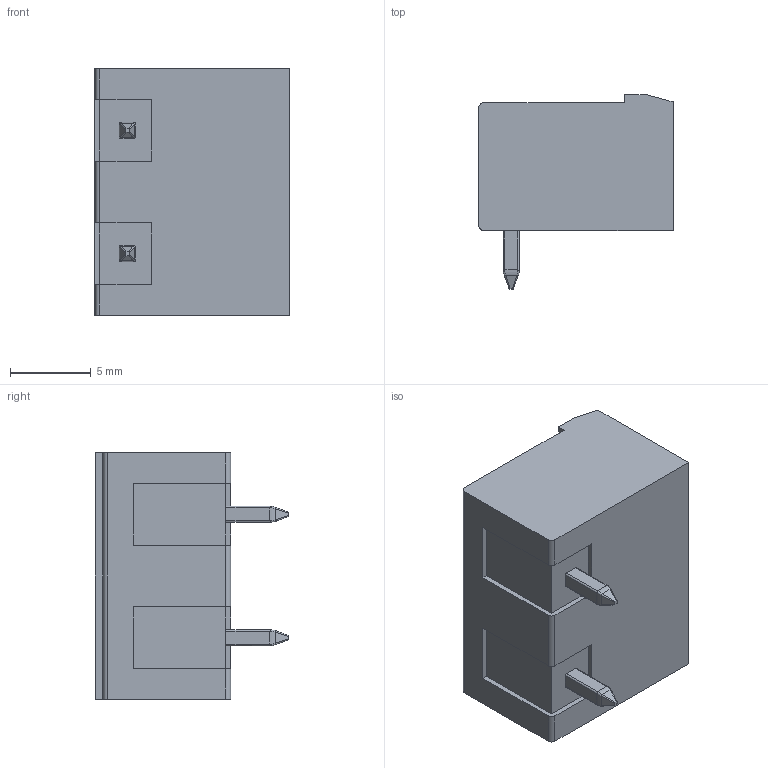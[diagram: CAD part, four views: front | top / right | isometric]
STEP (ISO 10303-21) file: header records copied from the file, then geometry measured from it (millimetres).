
FILE_DESCRIPTION((''),'2;1');
FILE_NAME('11744.1_STL960_2_762_H_G.stp','2013-01-08T08:45:40',('svogel'),(''),'Autodesk Inventor 2011','Autodesk Inventor 2011','');
FILE_SCHEMA(('AUTOMOTIVE_DESIGN { 1 0 10303 214 1 1 1 1 }'));
Length unit declared in the file: millimetre
Products named in the file (1): 11744.1_STL960_2_762_H_G
Bounding box: 12 x 11.97 x 15.24 mm (x, y, z)
Volume: 734.8 mm3; surface area: 1370.8 mm2
Topology: 1 solids, 1 shells, 251 faces, 661 edges, 416 vertices
Faces by surface type: plane 111, cylinder 72, bspline 56, cone 8, torus 4
Full cylindrical faces by diameter (mm): 2.8 x2
Entity records: 19535 total; most frequent: CARTESIAN_POINT 13620, ORIENTED_EDGE 1310, DIRECTION 1101, EDGE_CURVE 655, VERTEX_POINT 414, AXIS2_PLACEMENT_3D 378, VECTOR 345, LINE 345
